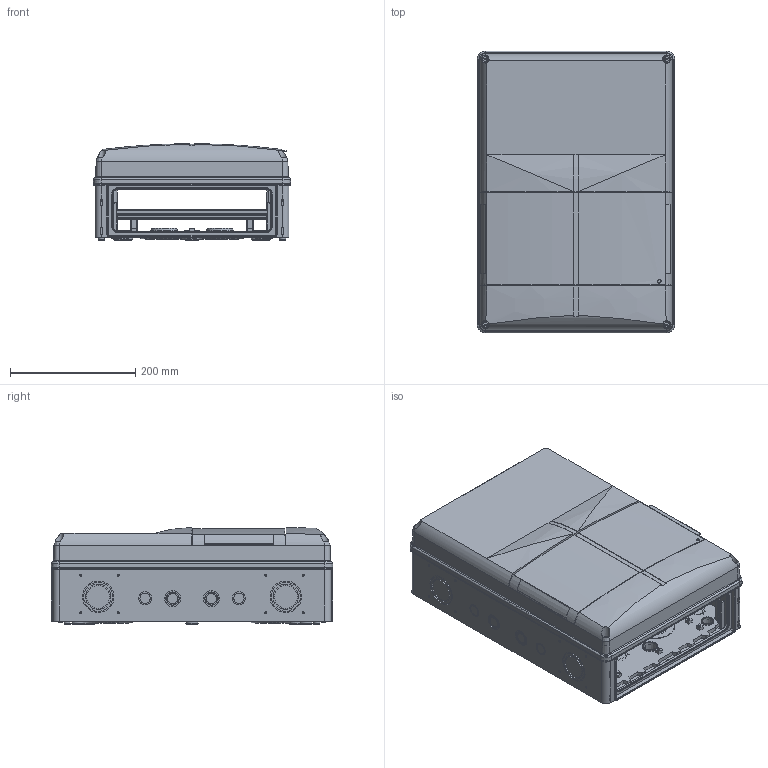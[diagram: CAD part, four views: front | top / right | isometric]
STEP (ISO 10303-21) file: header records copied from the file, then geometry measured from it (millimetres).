
FILE_DESCRIPTION( ( 'STEP AP214' ), ' ' );
FILE_NAME( '73371401.stp', '2018-07-09T15:04:20', ( '' ), ( '' ), ' ', 'PARTsolutions', ' ' );
FILE_SCHEMA( ( 'AUTOMOTIVE_DESIGN { 1 0 10303 214 1 1 1 1 }' ) );
Length unit declared in the file: millimetre
Products named in the file (8): 73371401; _Kasten-ak-III-f-28; _Deckel-ak-III-14-plus; _Klappfenster-ak-III; _Schraube-ak-III; _Schienentraeger-ak-III; _Hutschiene-35mm-ak-III; _Traeger-tragschiene-ak2
Assembly tree (15 placements, depth 2):
  73371401
    _Kasten-ak-III-f-28
    _Deckel-ak-III-14-plus
    _Klappfenster-ak-III
    _Schraube-ak-III  x6
    _Schienentraeger-ak-III  x2
    _Hutschiene-35mm-ak-III  x2
    _Traeger-tragschiene-ak2  x2
Bounding box: 315.5 x 450.5 x 154.5 mm (x, y, z)
Volume: 2787932.9 mm3; surface area: 1401256.3 mm2
Topology: 15 solids, 15 shells, 2982 faces, 7861 edges, 5183 vertices
Faces by surface type: plane 1855, cylinder 630, cone 428, torus 63, bspline 6
Full cylindrical faces by diameter (mm): 2.3 x2, 3 x1, 3.1 x2, 3.45 x36, 3.48 x4, 5.326 x4, 5.55 x1, 6.5 x12, 7.088 x24, 7.1 x2, 8 x6, 8.6 x6, 9 x6, 9.348 x6, 11.8 x6, 13 x6, 16.5 x14, 20.5 x14, 21.5 x10, 25.5 x10, 28.5 x2, 32.5 x2, 36.5 x6, 40.5 x6, 46.5 x4, 50.5 x4
Entity records: 101561 total; most frequent: CARTESIAN_POINT 17093, DIRECTION 13238, ORIENTED_EDGE 12784, EDGE_CURVE 6392, AXIS2_PLACEMENT_3D 4620, VERTEX_POINT 4384, LINE 3998, VECTOR 3998
